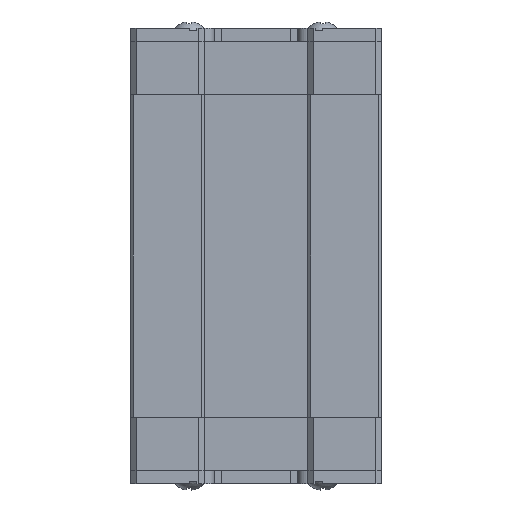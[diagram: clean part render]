
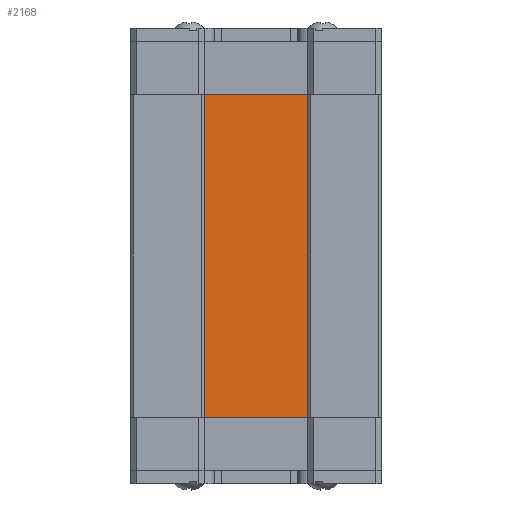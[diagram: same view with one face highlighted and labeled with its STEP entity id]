
A CAD part, front view. The second image highlights one B-rep face of the part: STEP entity #2168.
In plain terms, the highlighted planar face has unit normal (0, -1, 0).
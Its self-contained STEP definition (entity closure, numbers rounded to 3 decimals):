
#338 = ORIENTED_EDGE ( 'NONE', *, *, #5465, .T. ) ;
#446 = DIRECTION ( 'NONE',  ( 0., 0., -1. ) ) ;
#485 = CARTESIAN_POINT ( 'NONE',  ( 0., -0.05, 10.9 ) ) ;
#901 = LINE ( 'NONE', #7876, #8810 ) ;
#1134 = EDGE_CURVE ( 'NONE', #9604, #3260, #6927, .T. ) ;
#1331 = LINE ( 'NONE', #3697, #8504 ) ;
#2168 = ADVANCED_FACE ( 'NONE', ( #4321 ), #8132, .F. ) ;
#2672 = LINE ( 'NONE', #485, #6509 ) ;
#3260 = VERTEX_POINT ( 'NONE', #7729 ) ;
#3697 = CARTESIAN_POINT ( 'NONE',  ( 0., -0.05, -10.9 ) ) ;
#4310 = DIRECTION ( 'NONE',  ( 0., 1., 0. ) ) ;
#4321 = FACE_OUTER_BOUND ( 'NONE', #5214, .T. ) ;
#4343 = EDGE_CURVE ( 'NONE', #7407, #9604, #2672, .T. ) ;
#4377 = VERTEX_POINT ( 'NONE', #8951 ) ;
#4447 = ORIENTED_EDGE ( 'NONE', *, *, #6587, .T. ) ;
#4714 = ORIENTED_EDGE ( 'NONE', *, *, #1134, .F. ) ;
#5214 = EDGE_LOOP ( 'NONE', ( #338, #4447, #4714, #7909 ) ) ;
#5465 = EDGE_CURVE ( 'NONE', #7407, #4377, #901, .T. ) ;
#6474 = VECTOR ( 'NONE', #446, 1000. ) ;
#6509 = VECTOR ( 'NONE', #8155, 1000. ) ;
#6587 = EDGE_CURVE ( 'NONE', #4377, #3260, #1331, .T. ) ;
#6743 = AXIS2_PLACEMENT_3D ( 'NONE', #7353, #4310, #9662 ) ;
#6927 = LINE ( 'NONE', #9612, #6474 ) ;
#7191 = CARTESIAN_POINT ( 'NONE',  ( 3.5, -0.05, 10.9 ) ) ;
#7353 = CARTESIAN_POINT ( 'NONE',  ( 0., -0.05, 10.9 ) ) ;
#7407 = VERTEX_POINT ( 'NONE', #9739 ) ;
#7729 = CARTESIAN_POINT ( 'NONE',  ( 3.5, -0.05, -10.9 ) ) ;
#7876 = CARTESIAN_POINT ( 'NONE',  ( -3.5, -0.05, 10.9 ) ) ;
#7906 = DIRECTION ( 'NONE',  ( 0., 0., -1. ) ) ;
#7909 = ORIENTED_EDGE ( 'NONE', *, *, #4343, .F. ) ;
#8132 = PLANE ( 'NONE',  #6743 ) ;
#8155 = DIRECTION ( 'NONE',  ( 1., 0., 0. ) ) ;
#8322 = DIRECTION ( 'NONE',  ( 1., 0., 0. ) ) ;
#8504 = VECTOR ( 'NONE', #8322, 1000. ) ;
#8810 = VECTOR ( 'NONE', #7906, 1000. ) ;
#8951 = CARTESIAN_POINT ( 'NONE',  ( -3.5, -0.05, -10.9 ) ) ;
#9604 = VERTEX_POINT ( 'NONE', #7191 ) ;
#9612 = CARTESIAN_POINT ( 'NONE',  ( 3.5, -0.05, 10.9 ) ) ;
#9662 = DIRECTION ( 'NONE',  ( -1., 0., 0. ) ) ;
#9739 = CARTESIAN_POINT ( 'NONE',  ( -3.5, -0.05, 10.9 ) ) ;
